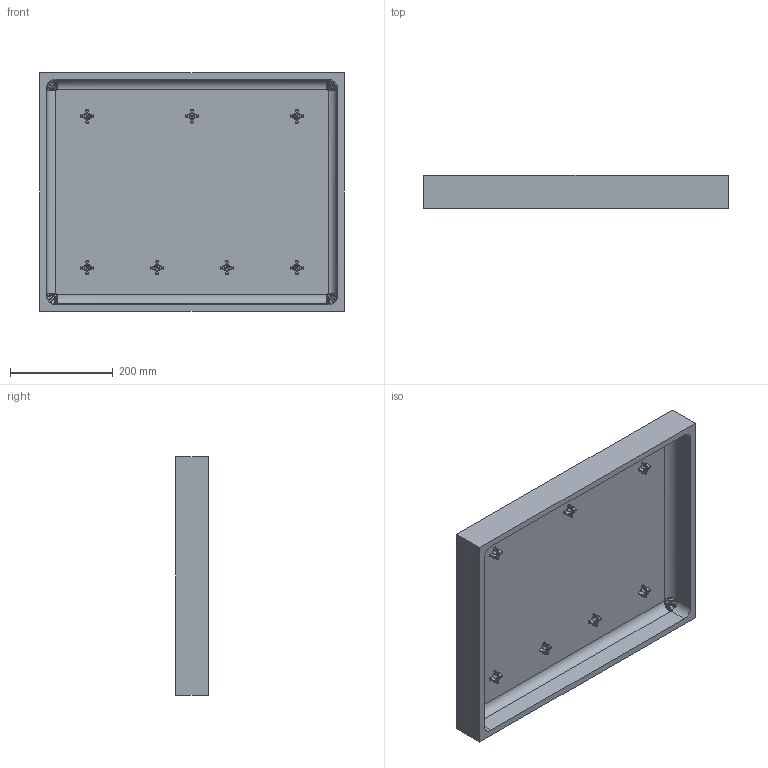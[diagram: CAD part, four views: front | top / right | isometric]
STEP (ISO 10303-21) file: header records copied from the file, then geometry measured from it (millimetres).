
FILE_DESCRIPTION (( 'STEP AP203' ), '1' );
FILE_NAME ('1610 Case, Top, New Tool-Preliminary.STEP', '2008-07-10T17:58:59', ( ' ' ), ( ' ' ), 'SwSTEP 2.0', 'SolidWorks 2007', '' );
FILE_SCHEMA (( 'CONFIG_CONTROL_DESIGN' ));
Products named in the file (1): 1610 Case, Top, New Tool-Preliminary
Bounding box: 592.55 x 63.5 x 463.27 mm (x, y, z)
Volume: 4795922.3 mm3; surface area: 775491.8 mm2
Topology: 1 solids, 1 shells, 1038 faces, 2455 edges, 1303 vertices
Faces by surface type: bspline 388, cylinder 188, torus 140, sphere 135, plane 110, cone 77
Entity records: 36002 total; most frequent: CARTESIAN_POINT 15766, ORIENTED_EDGE 4596, DIRECTION 3901, EDGE_CURVE 2298, AXIS2_PLACEMENT_3D 1748, VERTEX_POINT 1277, CIRCLE 1097, EDGE_LOOP 1053
